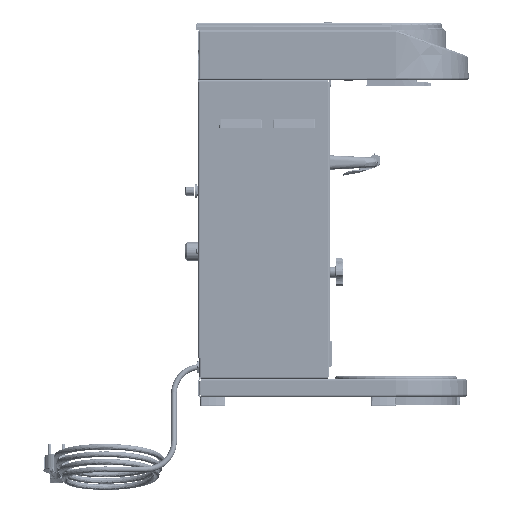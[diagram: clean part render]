
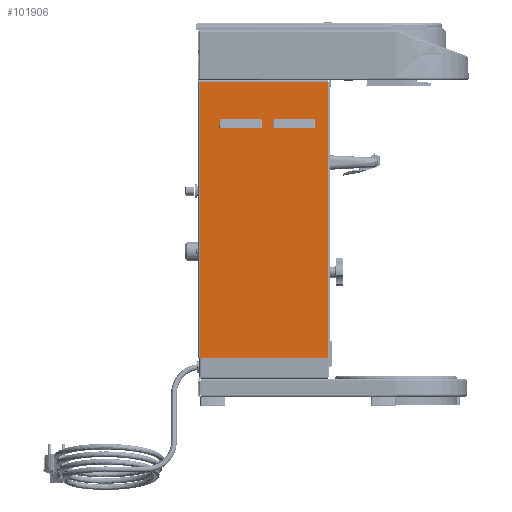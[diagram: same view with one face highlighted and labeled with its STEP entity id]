
A CAD part, left-side view. The second image highlights one B-rep face of the part: STEP entity #101906.
In plain terms, the highlighted planar face has unit normal (-1, 0, 0).
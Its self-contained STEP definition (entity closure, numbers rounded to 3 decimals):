
#424=ELLIPSE('',#108138,11.838,1.8);
#428=ELLIPSE('',#108145,11.838,1.8);
#432=ELLIPSE('',#108158,11.838,1.8);
#436=ELLIPSE('',#108165,11.838,1.8);
#3265=FACE_BOUND('',#13980,.T.);
#3266=FACE_BOUND('',#13981,.T.);
#4403=PLANE('',#108329);
#8211=FACE_OUTER_BOUND('',#13979,.T.);
#13979=EDGE_LOOP('',(#70352,#70353,#70354,#70355));
#13980=EDGE_LOOP('',(#70356,#70357,#70358,#70359,#70360,#70361,#70362,#70363));
#13981=EDGE_LOOP('',(#70364,#70365,#70366,#70367,#70368,#70369,#70370,#70371));
#20476=LINE('',#155707,#29437);
#20478=LINE('',#155712,#29439);
#20482=LINE('',#155724,#29443);
#20485=LINE('',#155733,#29446);
#20493=LINE('',#155753,#29454);
#20497=LINE('',#155760,#29458);
#20502=LINE('',#155775,#29463);
#20504=LINE('',#155780,#29465);
#20508=LINE('',#155792,#29469);
#20511=LINE('',#155801,#29472);
#20519=LINE('',#155821,#29480);
#20523=LINE('',#155828,#29484);
#20688=LINE('',#156238,#29649);
#20720=LINE('',#156320,#29681);
#20726=LINE('',#156339,#29687);
#20735=LINE('',#156368,#29696);
#29437=VECTOR('',#120909,10.);
#29439=VECTOR('',#120913,10.);
#29443=VECTOR('',#120921,10.);
#29446=VECTOR('',#120932,10.);
#29454=VECTOR('',#120954,10.);
#29458=VECTOR('',#120962,10.);
#29463=VECTOR('',#120975,10.);
#29465=VECTOR('',#120979,10.);
#29469=VECTOR('',#120987,10.);
#29472=VECTOR('',#120998,10.);
#29480=VECTOR('',#121020,10.);
#29484=VECTOR('',#121028,10.);
#29649=VECTOR('',#121403,10.);
#29681=VECTOR('',#121493,10.);
#29687=VECTOR('',#121513,10.);
#29696=VECTOR('',#121548,10.);
#42232=VERTEX_POINT('',#155697);
#42233=VERTEX_POINT('',#155699);
#42235=VERTEX_POINT('',#155705);
#42236=VERTEX_POINT('',#155709);
#42237=VERTEX_POINT('',#155711);
#42242=VERTEX_POINT('',#155721);
#42243=VERTEX_POINT('',#155723);
#42245=VERTEX_POINT('',#155729);
#42254=VERTEX_POINT('',#155765);
#42255=VERTEX_POINT('',#155767);
#42257=VERTEX_POINT('',#155773);
#42258=VERTEX_POINT('',#155777);
#42259=VERTEX_POINT('',#155779);
#42264=VERTEX_POINT('',#155789);
#42265=VERTEX_POINT('',#155791);
#42267=VERTEX_POINT('',#155797);
#42412=VERTEX_POINT('',#156235);
#42413=VERTEX_POINT('',#156237);
#42434=VERTEX_POINT('',#156319);
#42440=VERTEX_POINT('',#156337);
#52588=EDGE_CURVE('',#42232,#42233,#424,.F.);
#52592=EDGE_CURVE('',#42232,#42235,#20476,.T.);
#52594=EDGE_CURVE('',#42237,#42236,#20478,.T.);
#52600=EDGE_CURVE('',#42243,#42242,#20482,.T.);
#52604=EDGE_CURVE('',#42245,#42235,#428,.F.);
#52605=EDGE_CURVE('',#42245,#42243,#20485,.T.);
#52615=EDGE_CURVE('',#42242,#42237,#20493,.T.);
#52619=EDGE_CURVE('',#42236,#42233,#20497,.T.);
#52622=EDGE_CURVE('',#42254,#42255,#432,.F.);
#52626=EDGE_CURVE('',#42254,#42257,#20502,.T.);
#52628=EDGE_CURVE('',#42259,#42258,#20504,.T.);
#52634=EDGE_CURVE('',#42265,#42264,#20508,.T.);
#52638=EDGE_CURVE('',#42267,#42257,#436,.F.);
#52639=EDGE_CURVE('',#42267,#42265,#20511,.T.);
#52649=EDGE_CURVE('',#42264,#42259,#20519,.T.);
#52653=EDGE_CURVE('',#42258,#42255,#20523,.T.);
#52857=EDGE_CURVE('',#42413,#42412,#20688,.T.);
#52898=EDGE_CURVE('',#42434,#42413,#20720,.T.);
#52908=EDGE_CURVE('',#42412,#42440,#20726,.T.);
#52923=EDGE_CURVE('',#42434,#42440,#20735,.T.);
#70352=ORIENTED_EDGE('',*,*,#52857,.T.);
#70353=ORIENTED_EDGE('',*,*,#52908,.T.);
#70354=ORIENTED_EDGE('',*,*,#52923,.F.);
#70355=ORIENTED_EDGE('',*,*,#52898,.T.);
#70356=ORIENTED_EDGE('',*,*,#52605,.T.);
#70357=ORIENTED_EDGE('',*,*,#52600,.T.);
#70358=ORIENTED_EDGE('',*,*,#52615,.T.);
#70359=ORIENTED_EDGE('',*,*,#52594,.T.);
#70360=ORIENTED_EDGE('',*,*,#52619,.T.);
#70361=ORIENTED_EDGE('',*,*,#52588,.F.);
#70362=ORIENTED_EDGE('',*,*,#52592,.T.);
#70363=ORIENTED_EDGE('',*,*,#52604,.F.);
#70364=ORIENTED_EDGE('',*,*,#52639,.T.);
#70365=ORIENTED_EDGE('',*,*,#52634,.T.);
#70366=ORIENTED_EDGE('',*,*,#52649,.T.);
#70367=ORIENTED_EDGE('',*,*,#52628,.T.);
#70368=ORIENTED_EDGE('',*,*,#52653,.T.);
#70369=ORIENTED_EDGE('',*,*,#52622,.F.);
#70370=ORIENTED_EDGE('',*,*,#52626,.T.);
#70371=ORIENTED_EDGE('',*,*,#52638,.F.);
#101906=ADVANCED_FACE('',(#8211,#3265,#3266),#4403,.T.);
#108138=AXIS2_PLACEMENT_3D('',#155700,#120902,#120903);
#108145=AXIS2_PLACEMENT_3D('',#155731,#120928,#120929);
#108158=AXIS2_PLACEMENT_3D('',#155768,#120968,#120969);
#108165=AXIS2_PLACEMENT_3D('',#155799,#120994,#120995);
#108329=AXIS2_PLACEMENT_3D('',#156367,#121546,#121547);
#120902=DIRECTION('center_axis',(1.,0.,0.));
#120903=DIRECTION('ref_axis',(0.,0.,
1.));
#120909=DIRECTION('',(0.,-1.,0.));
#120913=DIRECTION('',(0.,1.,0.));
#120921=DIRECTION('',(0.,1.,0.));
#120928=DIRECTION('center_axis',(1.,0.,0.));
#120929=DIRECTION('ref_axis',(0.,0.,
1.));
#120932=DIRECTION('',(0.,0.,-1.));
#120954=DIRECTION('',(0.,1.,0.));
#120962=DIRECTION('',(0.,0.,1.));
#120968=DIRECTION('center_axis',(1.,0.,0.));
#120969=DIRECTION('ref_axis',(0.,0.,
1.));
#120975=DIRECTION('',(0.,-1.,0.));
#120979=DIRECTION('',(0.,1.,0.));
#120987=DIRECTION('',(0.,1.,0.));
#120994=DIRECTION('center_axis',(1.,0.,0.));
#120995=DIRECTION('ref_axis',(0.,0.,
1.));
#120998=DIRECTION('',(0.,0.,-1.));
#121020=DIRECTION('',(0.,1.,0.));
#121028=DIRECTION('',(0.,0.,1.));
#121403=DIRECTION('',(0.,1.,0.));
#121493=DIRECTION('',(0.,0.,1.));
#121513=DIRECTION('',(0.,0.,-1.));
#121546=DIRECTION('center_axis',(-1.,0.,0.));
#121547=DIRECTION('ref_axis',(0.,0.,
-1.));
#121548=DIRECTION('',(0.,1.,0.));
#155697=CARTESIAN_POINT('',(-100.,72.65,357.9));
#155699=CARTESIAN_POINT('',(-100.,74.45,346.062));
#155700=CARTESIAN_POINT('Origin',(-100.,72.65,346.062));
#155705=CARTESIAN_POINT('',(-100.,16.25,357.9));
#155707=CARTESIAN_POINT('',(-100.,80.375,357.9));
#155709=CARTESIAN_POINT('',(-100.,74.45,344.9));
#155711=CARTESIAN_POINT('',(-100.,73.65,344.9));
#155712=CARTESIAN_POINT('',(-100.,50.375,344.9));
#155721=CARTESIAN_POINT('',(-100.,15.25,344.9));
#155723=CARTESIAN_POINT('',(-100.,14.45,344.9));
#155724=CARTESIAN_POINT('',(-100.,50.375,344.9));
#155729=CARTESIAN_POINT('',(-100.,14.45,346.062));
#155731=CARTESIAN_POINT('Origin',(-100.,16.25,346.062));
#155733=CARTESIAN_POINT('',(-100.,14.45,287.7));
#155753=CARTESIAN_POINT('',(-100.,50.375,344.9));
#155760=CARTESIAN_POINT('',(-100.,74.45,281.2));
#155765=CARTESIAN_POINT('',(-100.,147.65,357.9));
#155767=CARTESIAN_POINT('',(-100.,149.45,346.062));
#155768=CARTESIAN_POINT('Origin',(-100.,147.65,346.062));
#155773=CARTESIAN_POINT('',(-100.,91.25,357.9));
#155775=CARTESIAN_POINT('',(-100.,117.875,357.9));
#155777=CARTESIAN_POINT('',(-100.,149.45,344.9));
#155779=CARTESIAN_POINT('',(-100.,148.65,344.9));
#155780=CARTESIAN_POINT('',(-100.,87.875,344.9));
#155789=CARTESIAN_POINT('',(-100.,90.25,344.9));
#155791=CARTESIAN_POINT('',(-100.,89.45,344.9));
#155792=CARTESIAN_POINT('',(-100.,87.875,344.9));
#155797=CARTESIAN_POINT('',(-100.,89.45,346.062));
#155799=CARTESIAN_POINT('Origin',(-100.,91.25,346.062));
#155801=CARTESIAN_POINT('',(-100.,89.45,287.7));
#155821=CARTESIAN_POINT('',(-100.,87.875,344.9));
#155828=CARTESIAN_POINT('',(-100.,149.45,281.2));
#156235=CARTESIAN_POINT('',(-100.,176.65,410.));
#156237=CARTESIAN_POINT('',(-100.,-3.35,410.));
#156238=CARTESIAN_POINT('',(-100.,41.475,410.));
#156319=CARTESIAN_POINT('',(-100.,-3.35,22.5));
#156320=CARTESIAN_POINT('',(-100.,-3.35,217.5));
#156337=CARTESIAN_POINT('',(-100.,176.65,22.5));
#156339=CARTESIAN_POINT('',(-100.,176.65,315.));
#156367=CARTESIAN_POINT('Origin',(-100.,86.3,217.5));
#156368=CARTESIAN_POINT('',(-100.,-3.35,22.5));
